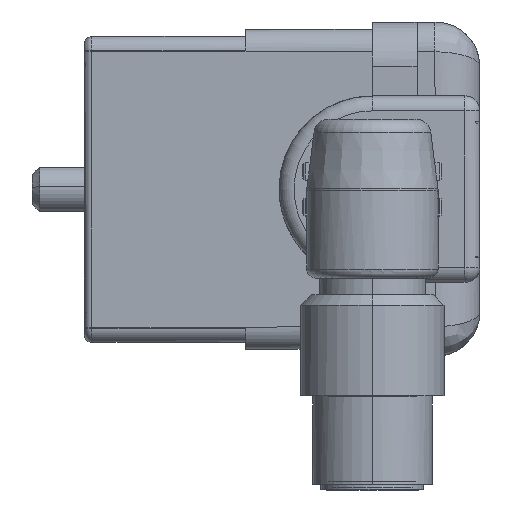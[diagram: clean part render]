
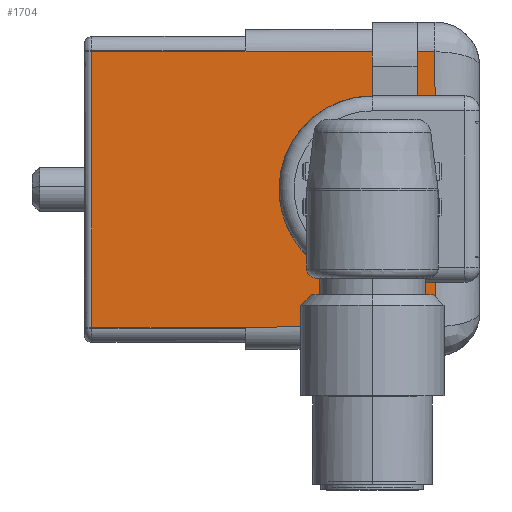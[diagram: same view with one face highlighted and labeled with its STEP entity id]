
A CAD part, front view. The second image highlights one B-rep face of the part: STEP entity #1704.
In plain terms, the highlighted planar face has unit normal (0, -1, 0).
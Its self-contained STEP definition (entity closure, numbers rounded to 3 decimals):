
#1608=AXIS2_PLACEMENT_3D('Plane Axis2P3D',#1605,#1606,#1607) ;
#359=CARTESIAN_POINT('Vertex',(27.009,236.4,10.953)) ;
#568=CARTESIAN_POINT('Vertex',(27.007,236.4,13.903)) ;
#571=CARTESIAN_POINT('Line Origine',(27.01,236.4,9.903)) ;
#681=CARTESIAN_POINT('Vertex',(26.995,236.4,29.353)) ;
#684=CARTESIAN_POINT('Line Origine',(27.01,236.4,9.903)) ;
#688=CARTESIAN_POINT('Vertex',(26.997,236.4,26.403)) ;
#1166=CARTESIAN_POINT('Line Origine',(30.009,236.4,10.956)) ;
#1170=CARTESIAN_POINT('Vertex',(25.809,236.4,10.952)) ;
#1221=CARTESIAN_POINT('Line Origine',(22.809,236.4,10.938)) ;
#1225=CARTESIAN_POINT('Vertex',(22.809,236.4,10.95)) ;
#1227=CARTESIAN_POINT('Vertex',(22.809,236.4,10.925)) ;
#1585=CARTESIAN_POINT('Vertex',(22.807,236.4,13.9)) ;
#1588=CARTESIAN_POINT('Line Origine',(24.907,236.4,13.902)) ;
#1605=CARTESIAN_POINT('Axis2P3D Location',(14.31,236.4,9.893)) ;
#1610=CARTESIAN_POINT('Line Origine',(24.295,236.4,29.351)) ;
#1614=CARTESIAN_POINT('Vertex',(25.795,236.4,29.352)) ;
#1616=CARTESIAN_POINT('Vertex',(22.795,236.4,29.35)) ;
#1619=CARTESIAN_POINT('Line Origine',(22.795,236.4,29.362)) ;
#1623=CARTESIAN_POINT('Vertex',(22.795,236.4,29.375)) ;
#1626=CARTESIAN_POINT('Line Origine',(13.395,236.4,29.368)) ;
#1630=CARTESIAN_POINT('Vertex',(3.995,236.4,29.361)) ;
#1633=CARTESIAN_POINT('Line Origine',(4.002,236.4,20.136)) ;
#1637=CARTESIAN_POINT('Vertex',(4.009,236.4,10.911)) ;
#1640=CARTESIAN_POINT('Line Origine',(13.409,236.4,10.918)) ;
#1645=CARTESIAN_POINT('Line Origine',(24.309,236.4,10.951)) ;
#1651=CARTESIAN_POINT('Control Point',(22.807,236.4,13.9)) ;
#1652=CARTESIAN_POINT('Control Point',(22.194,236.4,13.9)) ;
#1653=CARTESIAN_POINT('Control Point',(21.582,236.4,13.974)) ;
#1654=CARTESIAN_POINT('Control Point',(20.981,236.4,14.124)) ;
#1655=CARTESIAN_POINT('Control Point',(19.83,236.4,14.567)) ;
#1656=CARTESIAN_POINT('Control Point',(18.819,236.4,15.275)) ;
#1657=CARTESIAN_POINT('Control Point',(18.36,236.4,15.689)) ;
#1658=CARTESIAN_POINT('Control Point',(17.552,236.4,16.622)) ;
#1659=CARTESIAN_POINT('Control Point',(16.994,236.4,17.722)) ;
#1660=CARTESIAN_POINT('Control Point',(16.783,236.4,18.304)) ;
#1661=CARTESIAN_POINT('Control Point',(16.509,236.4,19.507)) ;
#1662=CARTESIAN_POINT('Control Point',(16.534,236.4,20.74)) ;
#1663=CARTESIAN_POINT('Control Point',(16.622,236.4,21.353)) ;
#1664=CARTESIAN_POINT('Control Point',(16.947,236.4,22.543)) ;
#1665=CARTESIAN_POINT('Control Point',(17.549,236.4,23.62)) ;
#1666=CARTESIAN_POINT('Control Point',(17.915,236.4,24.119)) ;
#1667=CARTESIAN_POINT('Control Point',(18.762,236.4,25.017)) ;
#1668=CARTESIAN_POINT('Control Point',(19.8,236.4,25.683)) ;
#1669=CARTESIAN_POINT('Control Point',(20.357,236.4,25.951)) ;
#1670=CARTESIAN_POINT('Control Point',(21.183,236.4,26.229)) ;
#1671=CARTESIAN_POINT('Control Point',(22.039,236.4,26.361)) ;
#1672=CARTESIAN_POINT('Control Point',(22.292,236.4,26.387)) ;
#1673=CARTESIAN_POINT('Control Point',(22.544,236.4,26.4)) ;
#1674=CARTESIAN_POINT('Control Point',(22.797,236.4,26.4)) ;
#1675=CARTESIAN_POINT('Vertex',(22.797,236.4,26.4)) ;
#1678=CARTESIAN_POINT('Line Origine',(24.897,236.4,26.402)) ;
#1683=CARTESIAN_POINT('Line Origine',(26.395,236.4,29.353)) ;
#572=DIRECTION('Vector Direction',(-0.001,0.,1.)) ;
#685=DIRECTION('Vector Direction',(-0.001,0.,1.)) ;
#1167=DIRECTION('Vector Direction',(1.,0.,0.001)) ;
#1222=DIRECTION('Vector Direction',(0.001,0.,-1.)) ;
#1589=DIRECTION('Vector Direction',(-1.,0.,-0.001)) ;
#1606=DIRECTION('Axis2P3D Direction',(0.,-1.,0.)) ;
#1607=DIRECTION('Axis2P3D XDirection',(-0.996,0.,0.089)) ;
#1611=DIRECTION('Vector Direction',(-1.,0.,-0.001)) ;
#1620=DIRECTION('Vector Direction',(0.001,0.,-1.)) ;
#1627=DIRECTION('Vector Direction',(-1.,0.,-0.001)) ;
#1634=DIRECTION('Vector Direction',(0.001,0.,-1.)) ;
#1641=DIRECTION('Vector Direction',(1.,0.,0.001)) ;
#1646=DIRECTION('Vector Direction',(1.,0.,0.001)) ;
#1679=DIRECTION('Vector Direction',(1.,0.,0.001)) ;
#1684=DIRECTION('Vector Direction',(1.,0.,0.001)) ;
#573=VECTOR('Line Direction',#572,1.) ;
#686=VECTOR('Line Direction',#685,1.) ;
#1168=VECTOR('Line Direction',#1167,1.) ;
#1223=VECTOR('Line Direction',#1222,1.) ;
#1590=VECTOR('Line Direction',#1589,1.) ;
#1612=VECTOR('Line Direction',#1611,1.) ;
#1621=VECTOR('Line Direction',#1620,1.) ;
#1628=VECTOR('Line Direction',#1627,1.) ;
#1635=VECTOR('Line Direction',#1634,1.) ;
#1642=VECTOR('Line Direction',#1641,1.) ;
#1647=VECTOR('Line Direction',#1646,1.) ;
#1680=VECTOR('Line Direction',#1679,1.) ;
#1685=VECTOR('Line Direction',#1684,1.) ;
#1689=ORIENTED_EDGE('',*,*,#1618,.T.) ;
#1690=ORIENTED_EDGE('',*,*,#1625,.F.) ;
#1691=ORIENTED_EDGE('',*,*,#1632,.T.) ;
#1692=ORIENTED_EDGE('',*,*,#1639,.T.) ;
#1693=ORIENTED_EDGE('',*,*,#1644,.T.) ;
#1694=ORIENTED_EDGE('',*,*,#1229,.F.) ;
#1695=ORIENTED_EDGE('',*,*,#1649,.T.) ;
#1696=ORIENTED_EDGE('',*,*,#1172,.T.) ;
#1697=ORIENTED_EDGE('',*,*,#575,.F.) ;
#1698=ORIENTED_EDGE('',*,*,#1592,.T.) ;
#1699=ORIENTED_EDGE('',*,*,#1677,.T.) ;
#1700=ORIENTED_EDGE('',*,*,#1682,.T.) ;
#1701=ORIENTED_EDGE('',*,*,#690,.F.) ;
#1702=ORIENTED_EDGE('',*,*,#1687,.F.) ;
#1704=ADVANCED_FACE('Hauptkoerper',(#1703),#1609,.T.) ;
#1650=B_SPLINE_CURVE_WITH_KNOTS('',5,(#1651,#1652,#1653,#1654,#1655,#1656,#1657,#1658,#1659,#1660,#1661,#1662,#1663,#1664,#1665,#1666,#1667,#1668,#1669,#1670,#1671,#1672,#1673,#1674),.UNSPECIFIED.,.F.,.U.,(6,3,3,3,3,3,3,6),(0.,4.33,8.66,12.99,17.32,21.65,25.98,27.766),.UNSPECIFIED.) ;
#575=EDGE_CURVE('',#569,#360,#574,.F.) ;
#690=EDGE_CURVE('',#682,#689,#687,.F.) ;
#1172=EDGE_CURVE('',#1171,#360,#1169,.T.) ;
#1229=EDGE_CURVE('',#1226,#1228,#1224,.T.) ;
#1592=EDGE_CURVE('',#569,#1586,#1591,.T.) ;
#1618=EDGE_CURVE('',#1615,#1617,#1613,.T.) ;
#1625=EDGE_CURVE('',#1624,#1617,#1622,.T.) ;
#1632=EDGE_CURVE('',#1624,#1631,#1629,.T.) ;
#1639=EDGE_CURVE('',#1631,#1638,#1636,.T.) ;
#1644=EDGE_CURVE('',#1638,#1228,#1643,.T.) ;
#1649=EDGE_CURVE('',#1226,#1171,#1648,.T.) ;
#1677=EDGE_CURVE('',#1586,#1676,#1650,.T.) ;
#1682=EDGE_CURVE('',#1676,#689,#1681,.T.) ;
#1687=EDGE_CURVE('',#1615,#682,#1686,.T.) ;
#1688=EDGE_LOOP('',(#1689,#1690,#1691,#1692,#1693,#1694,#1695,#1696,#1697,#1698,#1699,#1700,#1701,#1702)) ;
#1703=FACE_OUTER_BOUND('',#1688,.T.) ;
#574=LINE('Line',#571,#573) ;
#687=LINE('Line',#684,#686) ;
#1169=LINE('Line',#1166,#1168) ;
#1224=LINE('Line',#1221,#1223) ;
#1591=LINE('Line',#1588,#1590) ;
#1613=LINE('Line',#1610,#1612) ;
#1622=LINE('Line',#1619,#1621) ;
#1629=LINE('Line',#1626,#1628) ;
#1636=LINE('Line',#1633,#1635) ;
#1643=LINE('Line',#1640,#1642) ;
#1648=LINE('Line',#1645,#1647) ;
#1681=LINE('Line',#1678,#1680) ;
#1686=LINE('Line',#1683,#1685) ;
#1609=PLANE('',#1608) ;
#360=VERTEX_POINT('',#359) ;
#569=VERTEX_POINT('',#568) ;
#682=VERTEX_POINT('',#681) ;
#689=VERTEX_POINT('',#688) ;
#1171=VERTEX_POINT('',#1170) ;
#1226=VERTEX_POINT('',#1225) ;
#1228=VERTEX_POINT('',#1227) ;
#1586=VERTEX_POINT('',#1585) ;
#1615=VERTEX_POINT('',#1614) ;
#1617=VERTEX_POINT('',#1616) ;
#1624=VERTEX_POINT('',#1623) ;
#1631=VERTEX_POINT('',#1630) ;
#1638=VERTEX_POINT('',#1637) ;
#1676=VERTEX_POINT('',#1675) ;
